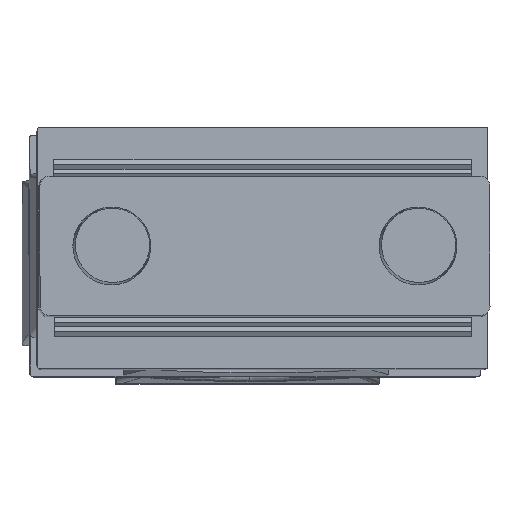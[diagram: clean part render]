
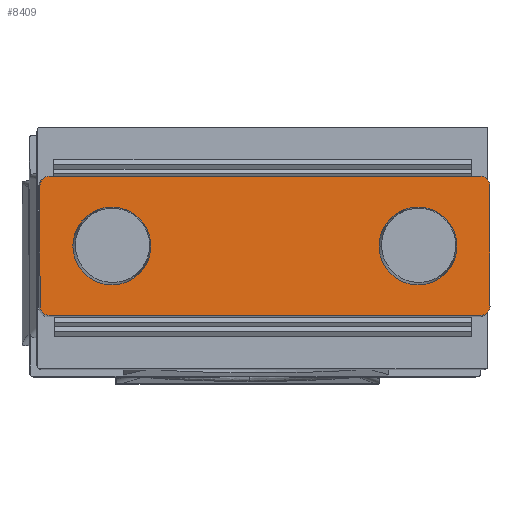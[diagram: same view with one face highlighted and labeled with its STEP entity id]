
A CAD part, front view. The second image highlights one B-rep face of the part: STEP entity #8409.
In plain terms, the highlighted face is planar.
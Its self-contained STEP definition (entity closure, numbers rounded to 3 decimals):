
#111 = CARTESIAN_POINT ( 'NONE',  ( -1., 0., 0. ) ) ;
#295 = EDGE_CURVE ( 'NONE', #16167, #6163, #6068, .T. ) ;
#446 = CARTESIAN_POINT ( 'NONE',  ( -1., 0., -48.5 ) ) ;
#588 = EDGE_CURVE ( 'NONE', #6163, #16277, #8889, .T. ) ;
#730 = EDGE_CURVE ( 'NONE', #769, #5759, #12061, .T. ) ;
#769 = VERTEX_POINT ( 'NONE', #1944 ) ;
#1089 = DIRECTION ( 'NONE',  ( 0., 1., 0. ) ) ;
#1146 = AXIS2_PLACEMENT_3D ( 'NONE', #2248, #6160, #3607 ) ;
#1213 = AXIS2_PLACEMENT_3D ( 'NONE', #16816, #1865, #12843 ) ;
#1315 = FACE_BOUND ( 'NONE', #11920, .T. ) ;
#1538 = VECTOR ( 'NONE', #2480, 1000. ) ;
#1629 = CARTESIAN_POINT ( 'NONE',  ( -14., 0., -1. ) ) ;
#1865 = DIRECTION ( 'NONE',  ( 0., 1., 0. ) ) ;
#1890 = VECTOR ( 'NONE', #12746, 1000. ) ;
#1944 = CARTESIAN_POINT ( 'NONE',  ( -7.5, 0., -36.55 ) ) ;
#1950 = CIRCLE ( 'NONE', #1213, 4.2 ) ;
#2071 = DIRECTION ( 'NONE',  ( 0., 1., 0. ) ) ;
#2248 = CARTESIAN_POINT ( 'NONE',  ( -7.5, 0., -7.75 ) ) ;
#2480 = DIRECTION ( 'NONE',  ( 1., 0., 0. ) ) ;
#2549 = EDGE_LOOP ( 'NONE', ( #3660, #2813 ) ) ;
#2652 = DIRECTION ( 'NONE',  ( 0., 0., -1. ) ) ;
#2696 = EDGE_CURVE ( 'NONE', #8702, #16917, #1950, .T. ) ;
#2813 = ORIENTED_EDGE ( 'NONE', *, *, #2696, .T. ) ;
#2936 = CARTESIAN_POINT ( 'NONE',  ( -1., 0., -1. ) ) ;
#2971 = VECTOR ( 'NONE', #9597, 1000. ) ;
#2996 = DIRECTION ( 'NONE',  ( 0., -1., 0. ) ) ;
#3224 = EDGE_CURVE ( 'NONE', #14328, #16777, #13922, .T. ) ;
#3247 = AXIS2_PLACEMENT_3D ( 'NONE', #14928, #6873, #2652 ) ;
#3547 = CARTESIAN_POINT ( 'NONE',  ( -15., 0., -47.5 ) ) ;
#3594 = CARTESIAN_POINT ( 'NONE',  ( -14., 0., 0. ) ) ;
#3604 = AXIS2_PLACEMENT_3D ( 'NONE', #17706, #8329, #8272 ) ;
#3607 = DIRECTION ( 'NONE',  ( 0., 0., 1. ) ) ;
#3660 = ORIENTED_EDGE ( 'NONE', *, *, #11924, .T. ) ;
#3978 = ORIENTED_EDGE ( 'NONE', *, *, #4632, .F. ) ;
#4073 = ORIENTED_EDGE ( 'NONE', *, *, #15340, .F. ) ;
#4076 = AXIS2_PLACEMENT_3D ( 'NONE', #15418, #5739, #15359 ) ;
#4227 = CARTESIAN_POINT ( 'NONE',  ( -7.5, 0., -3.55 ) ) ;
#4438 = AXIS2_PLACEMENT_3D ( 'NONE', #2936, #11391, #12671 ) ;
#4516 = EDGE_CURVE ( 'NONE', #16277, #9613, #14752, .T. ) ;
#4632 = EDGE_CURVE ( 'NONE', #9613, #8091, #12806, .T. ) ;
#4701 = CARTESIAN_POINT ( 'NONE',  ( 0., 0., -47.5 ) ) ;
#4959 = FACE_BOUND ( 'NONE', #2549, .T. ) ;
#5286 = CARTESIAN_POINT ( 'NONE',  ( -1., 0., -47.5 ) ) ;
#5438 = ORIENTED_EDGE ( 'NONE', *, *, #15772, .F. ) ;
#5513 = VECTOR ( 'NONE', #10149, 1000. ) ;
#5575 = LINE ( 'NONE', #13793, #2971 ) ;
#5657 = ORIENTED_EDGE ( 'NONE', *, *, #4516, .F. ) ;
#5739 = DIRECTION ( 'NONE',  ( 0., 1., 0. ) ) ;
#5759 = VERTEX_POINT ( 'NONE', #7573 ) ;
#6068 = CIRCLE ( 'NONE', #4076, 1. ) ;
#6160 = DIRECTION ( 'NONE',  ( 0., 1., 0. ) ) ;
#6163 = VERTEX_POINT ( 'NONE', #3594 ) ;
#6178 = ORIENTED_EDGE ( 'NONE', *, *, #3224, .F. ) ;
#6491 = ORIENTED_EDGE ( 'NONE', *, *, #730, .T. ) ;
#6620 = CARTESIAN_POINT ( 'NONE',  ( 0., 0., -1. ) ) ;
#6873 = DIRECTION ( 'NONE',  ( 0., 1., 0. ) ) ;
#6984 = DIRECTION ( 'NONE',  ( 0., 0., -1. ) ) ;
#7573 = CARTESIAN_POINT ( 'NONE',  ( -7.5, 0., -44.95 ) ) ;
#7584 = CIRCLE ( 'NONE', #3247, 1. ) ;
#7817 = ORIENTED_EDGE ( 'NONE', *, *, #588, .F. ) ;
#7869 = CARTESIAN_POINT ( 'NONE',  ( -1., 0., -48.5 ) ) ;
#8091 = VERTEX_POINT ( 'NONE', #4701 ) ;
#8272 = DIRECTION ( 'NONE',  ( 0., 0., 1. ) ) ;
#8329 = DIRECTION ( 'NONE',  ( 0., 1., 0. ) ) ;
#8388 = PLANE ( 'NONE',  #14780 ) ;
#8398 = ORIENTED_EDGE ( 'NONE', *, *, #295, .F. ) ;
#8409 = ADVANCED_FACE ( 'NONE', ( #4959, #15510, #1315 ), #8388, .T. ) ;
#8568 = CIRCLE ( 'NONE', #1146, 4.2 ) ;
#8702 = VERTEX_POINT ( 'NONE', #4227 ) ;
#8889 = LINE ( 'NONE', #16426, #1538 ) ;
#8987 = CARTESIAN_POINT ( 'NONE',  ( -14., 0., -48.5 ) ) ;
#9380 = CARTESIAN_POINT ( 'NONE',  ( -7.5, 0., -11.95 ) ) ;
#9597 = DIRECTION ( 'NONE',  ( 0., 0., 1. ) ) ;
#9613 = VERTEX_POINT ( 'NONE', #6620 ) ;
#10007 = AXIS2_PLACEMENT_3D ( 'NONE', #17194, #2071, #11744 ) ;
#10083 = CARTESIAN_POINT ( 'NONE',  ( 0., 0., -1. ) ) ;
#10149 = DIRECTION ( 'NONE',  ( 0., 0., -1. ) ) ;
#10184 = CIRCLE ( 'NONE', #14023, 1. ) ;
#10493 = EDGE_CURVE ( 'NONE', #11055, #16167, #5575, .T. ) ;
#10891 = CARTESIAN_POINT ( 'NONE',  ( -15., 0., -1. ) ) ;
#11055 = VERTEX_POINT ( 'NONE', #3547 ) ;
#11391 = DIRECTION ( 'NONE',  ( 0., 1., 0. ) ) ;
#11574 = ORIENTED_EDGE ( 'NONE', *, *, #15346, .T. ) ;
#11744 = DIRECTION ( 'NONE',  ( 0., 0., 1. ) ) ;
#11920 = EDGE_LOOP ( 'NONE', ( #11574, #6491 ) ) ;
#11924 = EDGE_CURVE ( 'NONE', #16917, #8702, #8568, .T. ) ;
#12061 = CIRCLE ( 'NONE', #10007, 4.2 ) ;
#12671 = DIRECTION ( 'NONE',  ( 0., 0., -1. ) ) ;
#12746 = DIRECTION ( 'NONE',  ( -1., 0., 0. ) ) ;
#12806 = LINE ( 'NONE', #10083, #5513 ) ;
#12843 = DIRECTION ( 'NONE',  ( 0., 0., 1. ) ) ;
#13793 = CARTESIAN_POINT ( 'NONE',  ( -15., 0., -1. ) ) ;
#13905 = ORIENTED_EDGE ( 'NONE', *, *, #10493, .F. ) ;
#13922 = LINE ( 'NONE', #446, #1890 ) ;
#14001 = CIRCLE ( 'NONE', #3604, 4.2 ) ;
#14023 = AXIS2_PLACEMENT_3D ( 'NONE', #5286, #1089, #17462 ) ;
#14328 = VERTEX_POINT ( 'NONE', #7869 ) ;
#14752 = CIRCLE ( 'NONE', #4438, 1. ) ;
#14780 = AXIS2_PLACEMENT_3D ( 'NONE', #1629, #2996, #6984 ) ;
#14928 = CARTESIAN_POINT ( 'NONE',  ( -14., 0., -47.5 ) ) ;
#15340 = EDGE_CURVE ( 'NONE', #16777, #11055, #7584, .T. ) ;
#15346 = EDGE_CURVE ( 'NONE', #5759, #769, #14001, .T. ) ;
#15359 = DIRECTION ( 'NONE',  ( 0., 0., -1. ) ) ;
#15418 = CARTESIAN_POINT ( 'NONE',  ( -14., 0., -1. ) ) ;
#15510 = FACE_OUTER_BOUND ( 'NONE', #16288, .T. ) ;
#15772 = EDGE_CURVE ( 'NONE', #8091, #14328, #10184, .T. ) ;
#16167 = VERTEX_POINT ( 'NONE', #10891 ) ;
#16277 = VERTEX_POINT ( 'NONE', #111 ) ;
#16288 = EDGE_LOOP ( 'NONE', ( #8398, #13905, #4073, #6178, #5438, #3978, #5657, #7817 ) ) ;
#16426 = CARTESIAN_POINT ( 'NONE',  ( -1., 0., 0. ) ) ;
#16777 = VERTEX_POINT ( 'NONE', #8987 ) ;
#16816 = CARTESIAN_POINT ( 'NONE',  ( -7.5, 0., -7.75 ) ) ;
#16917 = VERTEX_POINT ( 'NONE', #9380 ) ;
#17194 = CARTESIAN_POINT ( 'NONE',  ( -7.5, 0., -40.75 ) ) ;
#17462 = DIRECTION ( 'NONE',  ( 0., 0., 1. ) ) ;
#17706 = CARTESIAN_POINT ( 'NONE',  ( -7.5, 0., -40.75 ) ) ;
